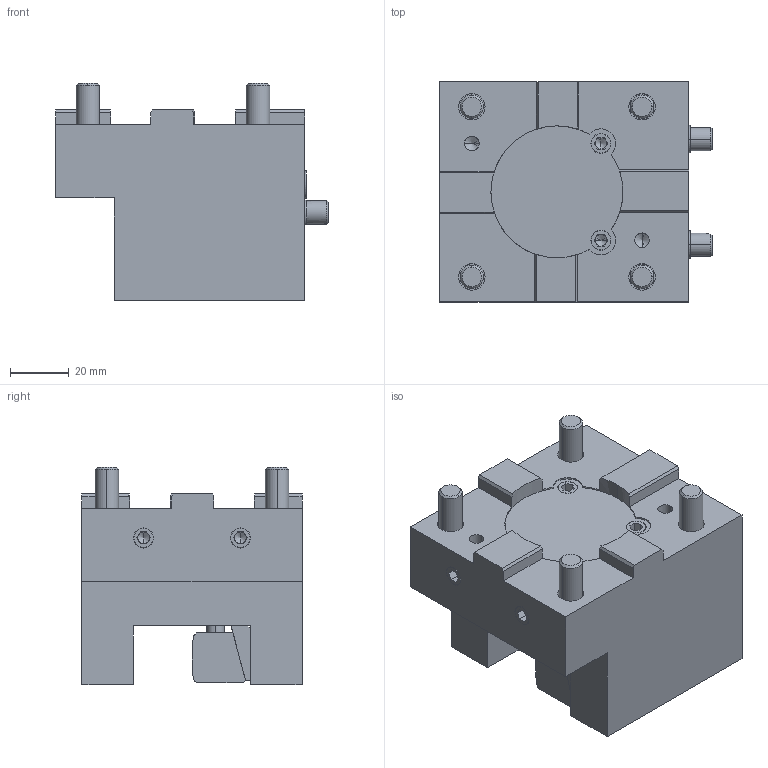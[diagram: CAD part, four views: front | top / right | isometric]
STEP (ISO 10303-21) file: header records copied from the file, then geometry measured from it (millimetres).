
FILE_DESCRIPTION (( 'STEP AP203' ), '1' );
FILE_NAME ('04-0991.STEP', '2023-06-22T16:55:02', ( '' ), ( '' ), 'SwSTEP 2.0', 'SolidWorks 2022', '' );
FILE_SCHEMA (( 'CONFIG_CONTROL_DESIGN' ));
Length unit declared in the file: inch
Products named in the file (1): 04-0991
Bounding box: 93 x 75 x 74 mm (x, y, z)
Surface area: 63002.6 mm2 (no closed solid volume)
Topology: 0 solids, 28 shells, 544 faces, 1373 edges, 839 vertices
Faces by surface type: plane 281, cylinder 127, cone 112, torus 16, sphere 4, bspline 4
Entity records: 17295 total; most frequent: CARTESIAN_POINT 4346, DIRECTION 2770, ORIENTED_EDGE 2570, EDGE_CURVE 1323, AXIS2_PLACEMENT_3D 1014, VERTEX_POINT 837, LINE 742, VECTOR 742
